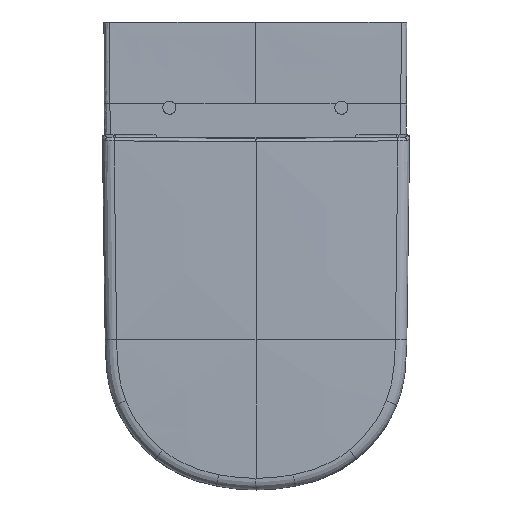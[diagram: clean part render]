
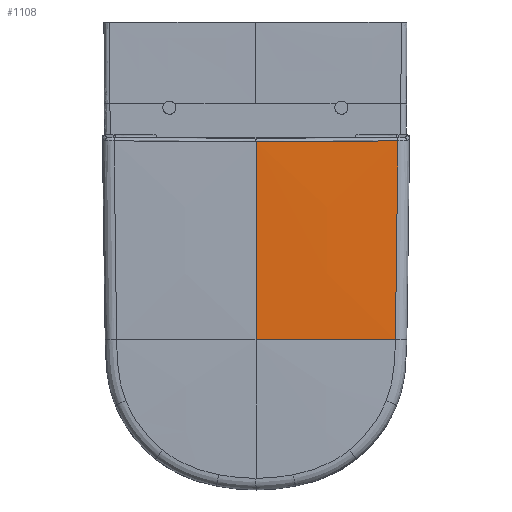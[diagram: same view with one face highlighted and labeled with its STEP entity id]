
A CAD part, top view. The second image highlights one B-rep face of the part: STEP entity #1108.
In plain terms, the highlighted free-form (B-spline) face has degree [3, 2] with [4, 3] control points.
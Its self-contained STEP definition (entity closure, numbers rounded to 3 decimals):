
#1108=ADVANCED_FACE('',(#2302),#17618,.T.);
#2302=FACE_OUTER_BOUND('',#3499,.T.);
#3499=EDGE_LOOP('',(#8687,#8688,#8689,#8690));
#8687=ORIENTED_EDGE('',*,*,#11783,.T.);
#8688=ORIENTED_EDGE('',*,*,#11798,.T.);
#8689=ORIENTED_EDGE('',*,*,#11784,.T.);
#8690=ORIENTED_EDGE('',*,*,#11886,.T.);
#11783=EDGE_CURVE('',#16419,#16420,#14630,.T.);
#11784=EDGE_CURVE('',#16421,#16422,#14631,.T.);
#11798=EDGE_CURVE('',#16420,#16421,#14643,.T.);
#11886=EDGE_CURVE('',#16422,#16419,#14720,.T.);
#14630=B_SPLINE_CURVE_WITH_KNOTS('',3,(#223598,#223599,#223600,#223601),
 .UNSPECIFIED.,.F.,.F.,(4,4),(0.194,1.013),
 .UNSPECIFIED.);
#14631=B_SPLINE_CURVE_WITH_KNOTS('',3,(#223602,#223603,#223604,#223605),
 .UNSPECIFIED.,.F.,.F.,(4,4),(-29.912,-5.651),
 .UNSPECIFIED.);
#14643=B_SPLINE_CURVE_WITH_KNOTS('',2,(#223653,#223654,#223655),
 .UNSPECIFIED.,.F.,.F.,(3,3),(0.,0.924),.UNSPECIFIED.);
#14720=B_SPLINE_CURVE_WITH_KNOTS('',4,(#224139,#224140,#224141,#224142,
#224143),.UNSPECIFIED.,.F.,.F.,(5,5),(-17.327,0.),
 .UNSPECIFIED.);
#16419=VERTEX_POINT('',#222997);
#16420=VERTEX_POINT('',#222998);
#16421=VERTEX_POINT('',#222999);
#16422=VERTEX_POINT('',#223000);
#17618=B_SPLINE_SURFACE_WITH_KNOTS('',3,2,((#219902,#219903,#219904),(#219905,
#219906,#219907),(#219908,#219909,#219910),(#219911,#219912,#219913)),
 .UNSPECIFIED.,.F.,.F.,.F.,(4,4),(3,3),(0.,299.19),(0.,
187.379),.UNSPECIFIED.);
#219902=CARTESIAN_POINT('',(0.708,196.133,223.499));
#219903=CARTESIAN_POINT('',(94.365,196.133,223.499));
#219904=CARTESIAN_POINT('',(188.022,196.121,220.023));
#219905=CARTESIAN_POINT('',(0.708,96.43,224.78));
#219906=CARTESIAN_POINT('',(94.365,96.43,224.78));
#219907=CARTESIAN_POINT('',(187.567,96.415,220.023));
#219908=CARTESIAN_POINT('',(0.708,-3.294,224.82));
#219909=CARTESIAN_POINT('',(94.365,-3.294,224.82));
#219910=CARTESIAN_POINT('',(186.148,-3.281,220.023));
#219911=CARTESIAN_POINT('',(0.708,-103.041,223.619));
#219912=CARTESIAN_POINT('',(94.365,-103.041,223.619));
#219913=CARTESIAN_POINT('',(184.655,-102.968,220.023));
#222997=CARTESIAN_POINT('',(0.708,138.76,224.1));
#222998=CARTESIAN_POINT('',(0.708,-103.041,223.619));
#222999=CARTESIAN_POINT('',(170.833,-102.979,220.551));
#223000=CARTESIAN_POINT('',(173.926,139.589,220.6));
#223598=CARTESIAN_POINT('',(0.708,138.76,224.1));
#223599=CARTESIAN_POINT('',(0.708,58.174,224.75));
#223600=CARTESIAN_POINT('',(0.708,-22.427,224.59));
#223601=CARTESIAN_POINT('',(0.708,-103.041,223.619));
#223602=CARTESIAN_POINT('',(170.833,-102.979,220.551));
#223603=CARTESIAN_POINT('',(172.156,-22.126,220.684));
#223604=CARTESIAN_POINT('',(173.333,58.729,220.695));
#223605=CARTESIAN_POINT('',(173.926,139.589,220.6));
#223653=CARTESIAN_POINT('',(0.708,-103.041,223.619));
#223654=CARTESIAN_POINT('',(87.206,-103.041,223.619));
#223655=CARTESIAN_POINT('',(170.833,-102.979,220.551));
#224139=CARTESIAN_POINT('',(173.926,139.589,220.6));
#224140=CARTESIAN_POINT('',(130.646,139.19,222.349));
#224141=CARTESIAN_POINT('',(87.342,138.903,223.517));
#224142=CARTESIAN_POINT('',(44.025,138.76,224.1));
#224143=CARTESIAN_POINT('',(0.708,138.76,224.1));
